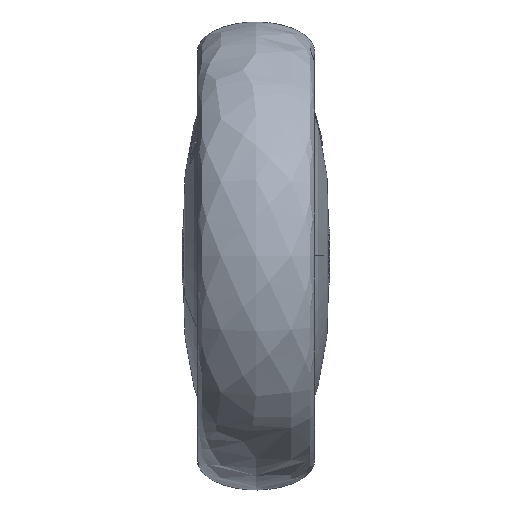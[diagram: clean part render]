
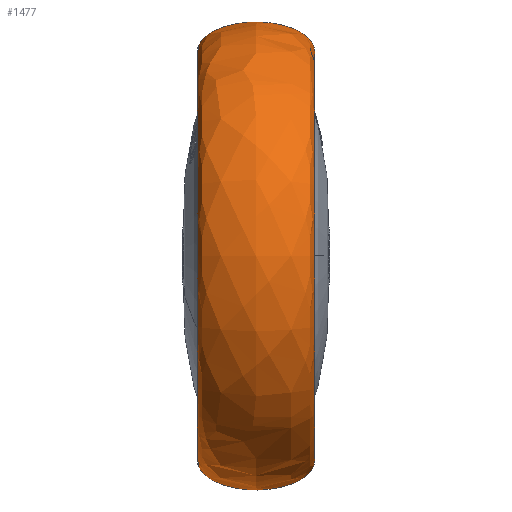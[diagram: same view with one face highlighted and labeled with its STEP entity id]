
A CAD part, top view. The second image highlights one B-rep face of the part: STEP entity #1477.
In plain terms, the highlighted free-form (B-spline) face has degree [3, 3] with [4, 4] control points.
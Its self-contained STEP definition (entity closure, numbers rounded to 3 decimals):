
#33 = VERTEX_POINT ( 'NONE', #3654 ) ;
#122 = CARTESIAN_POINT ( 'NONE',  ( 25., -112.5, 0. ) ) ;
#263 = CARTESIAN_POINT ( 'NONE',  ( -25., -87.5, 0. ) ) ;
#303 = FACE_OUTER_BOUND ( 'NONE', #1847, .T. ) ;
#350 = CARTESIAN_POINT ( 'NONE',  ( 25., 87.5, 175. ) ) ;
#373 = CARTESIAN_POINT ( 'NONE',  ( -25., 87.5, 0. ) ) ;
#586 = CARTESIAN_POINT ( 'NONE',  ( 25., 112.5, 0. ) ) ;
#721 = AXIS2_PLACEMENT_3D ( 'NONE', #3522, #3181, #1900 ) ;
#854 = DIRECTION ( 'NONE',  ( -1., 0., 0. ) ) ;
#860 = CARTESIAN_POINT ( 'NONE',  ( 25., 112.5, 0. ) ) ;
#877 = CARTESIAN_POINT ( 'NONE',  ( -25., 0., 0. ) ) ;
#880 =( BOUNDED_CURVE ( )  B_SPLINE_CURVE ( 3, ( #3441, #122, #2799, #4099 ),
 .UNSPECIFIED., .F., .F. ) 
 B_SPLINE_CURVE_WITH_KNOTS ( ( 4, 4 ),
 ( 0., 3.142 ),
 .UNSPECIFIED. ) 
 CURVE ( )  GEOMETRIC_REPRESENTATION_ITEM ( )  RATIONAL_B_SPLINE_CURVE ( ( 1., 0.333, 0.333, 1. ) ) 
 REPRESENTATION_ITEM ( '' )  );
#1250 = CARTESIAN_POINT ( 'NONE',  ( -25., -87.5, 175. ) ) ;
#1277 = CARTESIAN_POINT ( 'NONE',  ( -25., 87.5, 0. ) ) ;
#1402 = EDGE_CURVE ( 'NONE', #3979, #1506, #2311, .T. ) ;
#1477 = ADVANCED_FACE ( 'NONE', ( #303 ), #2883, .F. ) ;
#1506 = VERTEX_POINT ( 'NONE', #373 ) ;
#1569 = ORIENTED_EDGE ( 'NONE', *, *, #3532, .T. ) ;
#1627 = VERTEX_POINT ( 'NONE', #2562 ) ;
#1648 = CARTESIAN_POINT ( 'NONE',  ( 25., 87.5, 0. ) ) ;
#1757 = AXIS2_PLACEMENT_3D ( 'NONE', #877, #854, #4158 ) ;
#1809 = EDGE_CURVE ( 'NONE', #1627, #3979, #880, .T. ) ;
#1847 = EDGE_LOOP ( 'NONE', ( #4217, #1569, #2333, #2627 ) ) ;
#1893 = CARTESIAN_POINT ( 'NONE',  ( -25., -112.5, 0. ) ) ;
#1900 = DIRECTION ( 'NONE',  ( 0., 1., 0. ) ) ;
#1931 = CARTESIAN_POINT ( 'NONE',  ( 25., -87.5, 175. ) ) ;
#2311 = CIRCLE ( 'NONE', #1757, 87.5 ) ;
#2333 = ORIENTED_EDGE ( 'NONE', *, *, #3399, .T. ) ;
#2562 = CARTESIAN_POINT ( 'NONE',  ( 25., -87.5, 0. ) ) ;
#2568 = CARTESIAN_POINT ( 'NONE',  ( -25., 112.5, 225. ) ) ;
#2575 = CIRCLE ( 'NONE', #721, 87.5 ) ;
#2627 = ORIENTED_EDGE ( 'NONE', *, *, #1402, .F. ) ;
#2799 = CARTESIAN_POINT ( 'NONE',  ( -25., -112.5, 0. ) ) ;
#2883 =( BOUNDED_SURFACE ( )  B_SPLINE_SURFACE ( 3, 3, ( 
 ( #3280, #1931, #350, #1648 ),
 ( #2918, #3518, #4247, #586 ),
 ( #1893, #3863, #2568, #3200 ),
 ( #263, #1250, #2892, #1277 ) ),
 .UNSPECIFIED., .F., .F., .T. ) 
 B_SPLINE_SURFACE_WITH_KNOTS ( ( 4, 4 ),
 ( 4, 4 ),
 ( 0., 1. ),
 ( 0., 1. ),
 .UNSPECIFIED. ) 
 GEOMETRIC_REPRESENTATION_ITEM ( )  RATIONAL_B_SPLINE_SURFACE ( (
 ( 1., 0.333, 0.333, 1.),
 ( 0.333, 0.111, 0.111, 0.333),
 ( 0.333, 0.111, 0.111, 0.333),
 ( 1., 0.333, 0.333, 1.) ) ) 
 REPRESENTATION_ITEM ( '' )  SURFACE ( )  );
#2892 = CARTESIAN_POINT ( 'NONE',  ( -25., 87.5, 175. ) ) ;
#2918 = CARTESIAN_POINT ( 'NONE',  ( 25., -112.5, 0. ) ) ;
#3022 =( BOUNDED_CURVE ( )  B_SPLINE_CURVE ( 3, ( #3779, #860, #3079, #4067 ),
 .UNSPECIFIED., .F., .F. ) 
 B_SPLINE_CURVE_WITH_KNOTS ( ( 4, 4 ),
 ( 0., 3.142 ),
 .UNSPECIFIED. ) 
 CURVE ( )  GEOMETRIC_REPRESENTATION_ITEM ( )  RATIONAL_B_SPLINE_CURVE ( ( 1., 0.333, 0.333, 1. ) ) 
 REPRESENTATION_ITEM ( '' )  );
#3079 = CARTESIAN_POINT ( 'NONE',  ( -25., 112.5, 0. ) ) ;
#3181 = DIRECTION ( 'NONE',  ( -1., 0., 0. ) ) ;
#3200 = CARTESIAN_POINT ( 'NONE',  ( -25., 112.5, 0. ) ) ;
#3280 = CARTESIAN_POINT ( 'NONE',  ( 25., -87.5, 0. ) ) ;
#3399 = EDGE_CURVE ( 'NONE', #33, #1506, #3022, .T. ) ;
#3441 = CARTESIAN_POINT ( 'NONE',  ( 25., -87.5, 0. ) ) ;
#3518 = CARTESIAN_POINT ( 'NONE',  ( 25., -112.5, 225. ) ) ;
#3522 = CARTESIAN_POINT ( 'NONE',  ( 25., 0., 0. ) ) ;
#3532 = EDGE_CURVE ( 'NONE', #1627, #33, #2575, .T. ) ;
#3601 = CARTESIAN_POINT ( 'NONE',  ( -25., -87.5, 0. ) ) ;
#3654 = CARTESIAN_POINT ( 'NONE',  ( 25., 87.5, 0. ) ) ;
#3779 = CARTESIAN_POINT ( 'NONE',  ( 25., 87.5, 0. ) ) ;
#3863 = CARTESIAN_POINT ( 'NONE',  ( -25., -112.5, 225. ) ) ;
#3979 = VERTEX_POINT ( 'NONE', #3601 ) ;
#4067 = CARTESIAN_POINT ( 'NONE',  ( -25., 87.5, 0. ) ) ;
#4099 = CARTESIAN_POINT ( 'NONE',  ( -25., -87.5, 0. ) ) ;
#4158 = DIRECTION ( 'NONE',  ( 0., 1., 0. ) ) ;
#4217 = ORIENTED_EDGE ( 'NONE', *, *, #1809, .F. ) ;
#4247 = CARTESIAN_POINT ( 'NONE',  ( 25., 112.5, 225. ) ) ;
